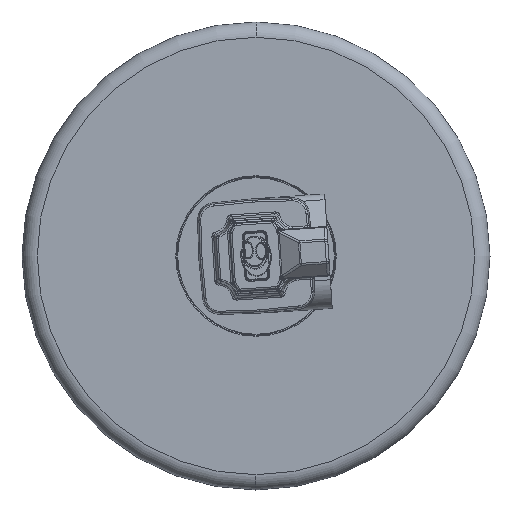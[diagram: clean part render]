
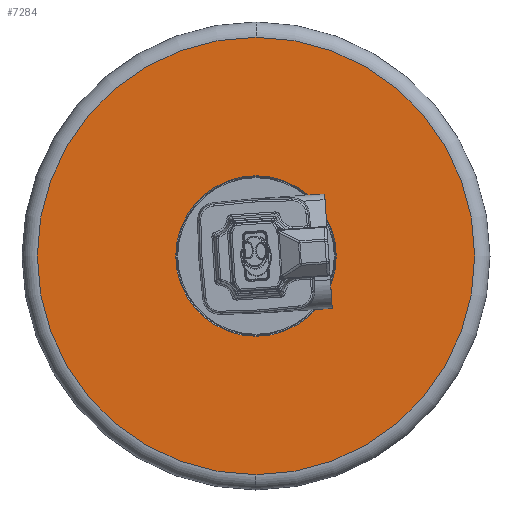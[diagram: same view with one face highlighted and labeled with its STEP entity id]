
A CAD part, left-side view. The second image highlights one B-rep face of the part: STEP entity #7284.
In plain terms, the highlighted planar face has unit normal (-1, 0, 0).
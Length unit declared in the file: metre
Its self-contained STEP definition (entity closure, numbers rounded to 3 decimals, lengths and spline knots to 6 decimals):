
#1934 = AXIS2_PLACEMENT_3D ( 'NONE', #1971, #1970, #1969 ) ;
#1969 = DIRECTION ( 'NONE',  ( 0., 0., -1. ) ) ;
#1970 = DIRECTION ( 'NONE',  ( 1., 0., 0. ) ) ;
#1971 = CARTESIAN_POINT ( 'NONE',  ( 0., 0., 0. ) ) ;
#1977 = CIRCLE ( 'NONE', #1934, 0.042 ) ;
#4553 = EDGE_CURVE ( 'NONE', #25889, #25095, #1977, .T. ) ;
#4615 = ORIENTED_EDGE ( 'NONE', *, *, #4553, .T. ) ;
#5573 = EDGE_LOOP ( 'NONE', ( #17342, #17273 ) ) ;
#6808 = EDGE_CURVE ( 'NONE', #26079, #26060, #19206, .T. ) ;
#6820 = EDGE_LOOP ( 'NONE', ( #7263, #4615 ) ) ;
#7263 = ORIENTED_EDGE ( 'NONE', *, *, #25046, .T. ) ;
#7284 = ADVANCED_FACE ( 'NONE', ( #20080, #20076 ), #20120, .F. ) ;
#8454 = DIRECTION ( 'NONE',  ( 0., 0., -1. ) ) ;
#8455 = AXIS2_PLACEMENT_3D ( 'NONE', #8463, #8468, #8454 ) ;
#8456 = CIRCLE ( 'NONE', #8455, 0.042 ) ;
#8463 = CARTESIAN_POINT ( 'NONE',  ( 0., 0., 0. ) ) ;
#8468 = DIRECTION ( 'NONE',  ( 1., 0., 0. ) ) ;
#8492 = CARTESIAN_POINT ( 'NONE',  ( 0., 0., 0.042 ) ) ;
#9242 = CARTESIAN_POINT ( 'NONE',  ( 0., 0., -0.042 ) ) ;
#9678 = CIRCLE ( 'NONE', #9729, 0.1145 ) ;
#9713 = CARTESIAN_POINT ( 'NONE',  ( 0., 0., 0.1145 ) ) ;
#9719 = CARTESIAN_POINT ( 'NONE',  ( 0., 0., -0.1145 ) ) ;
#9726 = DIRECTION ( 'NONE',  ( 0., 0., 1. ) ) ;
#9727 = DIRECTION ( 'NONE',  ( -1., 0., 0. ) ) ;
#9728 = CARTESIAN_POINT ( 'NONE',  ( 0., 0., 0. ) ) ;
#9729 = AXIS2_PLACEMENT_3D ( 'NONE', #9728, #9727, #9726 ) ;
#17273 = ORIENTED_EDGE ( 'NONE', *, *, #6808, .T. ) ;
#17342 = ORIENTED_EDGE ( 'NONE', *, *, #26034, .T. ) ;
#19206 = CIRCLE ( 'NONE', #19379, 0.1145 ) ;
#19375 = DIRECTION ( 'NONE',  ( 0., 0., 1. ) ) ;
#19376 = DIRECTION ( 'NONE',  ( -1., 0., 0. ) ) ;
#19378 = CARTESIAN_POINT ( 'NONE',  ( 0., 0., 0. ) ) ;
#19379 = AXIS2_PLACEMENT_3D ( 'NONE', #19378, #19376, #19375 ) ;
#20066 = CARTESIAN_POINT ( 'NONE',  ( 0., 0.1145, 0. ) ) ;
#20068 = DIRECTION ( 'NONE',  ( 0., 0., -1. ) ) ;
#20069 = DIRECTION ( 'NONE',  ( 1., 0., 0. ) ) ;
#20075 = AXIS2_PLACEMENT_3D ( 'NONE', #20066, #20069, #20068 ) ;
#20076 = FACE_OUTER_BOUND ( 'NONE', #5573, .T. ) ;
#20080 = FACE_BOUND ( 'NONE', #6820, .T. ) ;
#20120 = PLANE ( 'NONE',  #20075 ) ;
#25046 = EDGE_CURVE ( 'NONE', #25095, #25889, #8456, .T. ) ;
#25095 = VERTEX_POINT ( 'NONE', #8492 ) ;
#25889 = VERTEX_POINT ( 'NONE', #9242 ) ;
#26034 = EDGE_CURVE ( 'NONE', #26060, #26079, #9678, .T. ) ;
#26060 = VERTEX_POINT ( 'NONE', #9713 ) ;
#26079 = VERTEX_POINT ( 'NONE', #9719 ) ;
